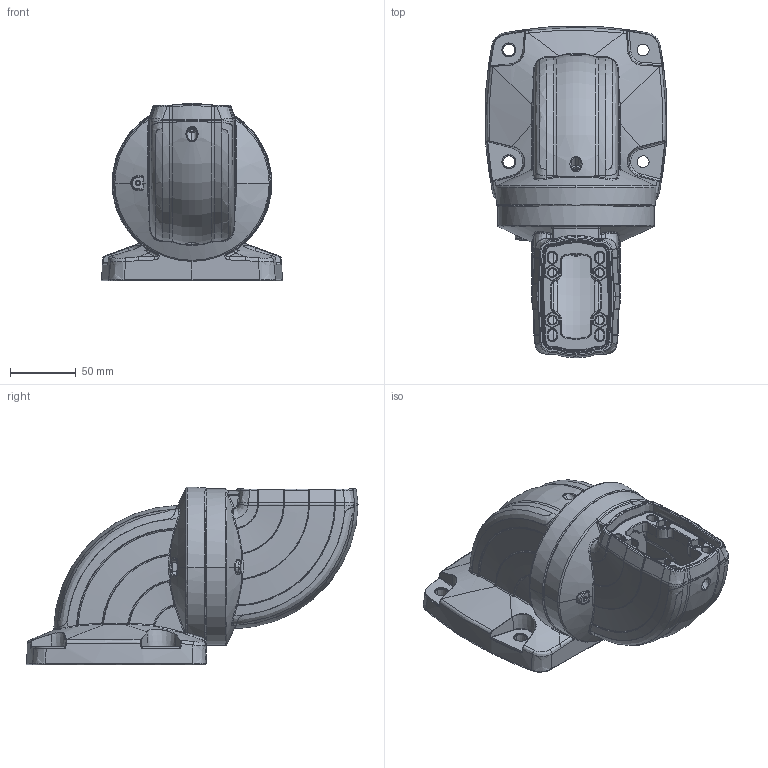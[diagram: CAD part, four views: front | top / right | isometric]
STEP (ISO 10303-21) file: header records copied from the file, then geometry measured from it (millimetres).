
FILE_DESCRIPTION (( 'STEP AP203' ), '1' );
FILE_NAME ('700.STEP', '2016-05-05T14:49:13', ( '' ), ( '' ), 'SwSTEP 2.0', 'SolidWorks 2013', '' );
FILE_SCHEMA (( 'CONFIG_CONTROL_DESIGN' ));
Length unit declared in the file: millimetre
Products named in the file (1): 700
Bounding box: 138.32 x 252.37 x 135.1 mm (x, y, z)
Volume: 997880.8 mm3; surface area: 256481.9 mm2
Topology: 6 solids, 47 shells, 2774 faces, 6755 edges, 3977 vertices
Faces by surface type: bspline 1381, cone 509, torus 359, cylinder 262, plane 249, sphere 14
Entity records: 144759 total; most frequent: CARTESIAN_POINT 91269, ORIENTED_EDGE 13204, DIRECTION 8408, EDGE_CURVE 6602, VERTEX_POINT 3977, AXIS2_PLACEMENT_3D 3695, B_SPLINE_CURVE_WITH_KNOTS 3015, EDGE_LOOP 2877
